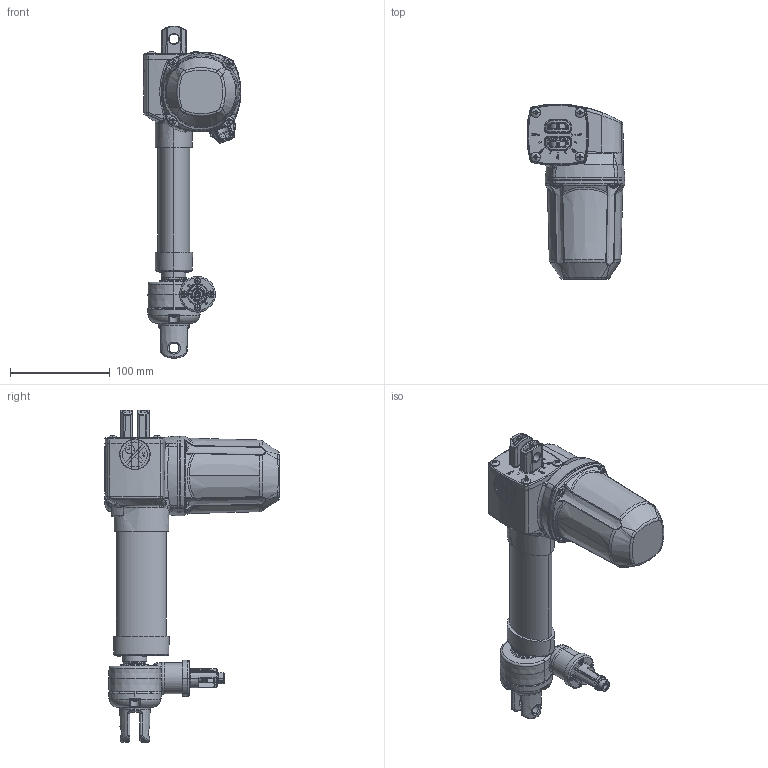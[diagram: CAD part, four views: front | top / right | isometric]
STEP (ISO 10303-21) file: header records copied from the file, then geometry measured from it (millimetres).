
FILE_DESCRIPTION (( 'STEP AP203' ), '1' );
FILE_NAME ('Megamat 5 + GQR.STEP', '2012-11-29T13:36:42', ( 'admin' ), ( 'Hewlett-Packard Company' ), 'SwSTEP 2.0', 'SolidWorks 2012', '' );
FILE_SCHEMA (( 'CONFIG_CONTROL_DESIGN' ));
Length unit declared in the file: millimetre
Products named in the file (1): Megamat 5 + GQR
Bounding box: 98.2 x 175.49 x 333.08 mm (x, y, z)
Volume: 1189078.5 mm3; surface area: 111076.5 mm2
Topology: 1 solids, 2 shells, 2242 faces, 5607 edges, 3429 vertices
Faces by surface type: bspline 790, plane 704, cylinder 338, torus 200, cone 137, sphere 73
Entity records: 97531 total; most frequent: CARTESIAN_POINT 50023, ORIENTED_EDGE 11144, DIRECTION 8196, EDGE_CURVE 5572, VERTEX_POINT 3426, AXIS2_PLACEMENT_3D 3151, EDGE_LOOP 2360, ADVANCED_FACE 2242
